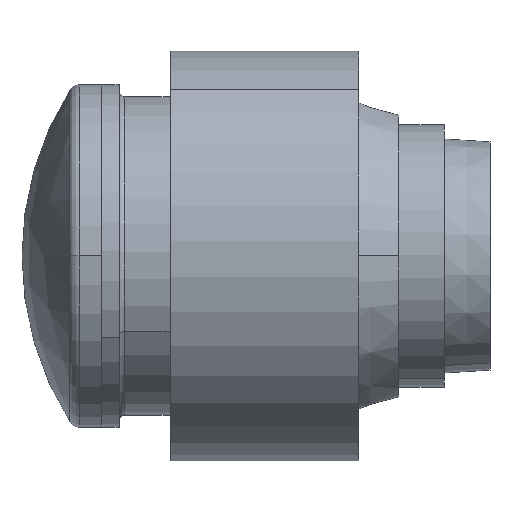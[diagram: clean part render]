
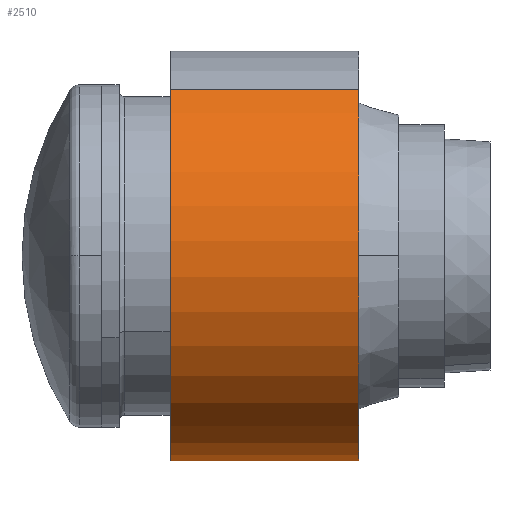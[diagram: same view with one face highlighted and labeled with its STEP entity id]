
A CAD part, top view. The second image highlights one B-rep face of the part: STEP entity #2510.
In plain terms, the highlighted cylindrical face has radius 4.572 mm (diameter 9.144 mm), a partial arc.
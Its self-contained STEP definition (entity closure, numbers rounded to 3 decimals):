
#35 = CARTESIAN_POINT ( 'NONE',  ( -3.175, 0., 0. ) ) ;
#139 = AXIS2_PLACEMENT_3D ( 'NONE', #35, #314, #1744 ) ;
#149 = EDGE_CURVE ( 'NONE', #3075, #441, #1437, .T. ) ;
#314 = DIRECTION ( 'NONE',  ( -1., 0., 0. ) ) ;
#359 = VERTEX_POINT ( 'NONE', #3737 ) ;
#424 = DIRECTION ( 'NONE',  ( -1., 0., 0. ) ) ;
#441 = VERTEX_POINT ( 'NONE', #3192 ) ;
#530 = ORIENTED_EDGE ( 'NONE', *, *, #149, .F. ) ;
#546 = CIRCLE ( 'NONE', #1432, 4.572 ) ;
#661 = VECTOR ( 'NONE', #1300, 1000. ) ;
#752 = EDGE_LOOP ( 'NONE', ( #530, #2922, #3581, #818 ) ) ;
#818 = ORIENTED_EDGE ( 'NONE', *, *, #1167, .F. ) ;
#851 = VECTOR ( 'NONE', #2712, 1000. ) ;
#911 = VERTEX_POINT ( 'NONE', #2972 ) ;
#989 = CIRCLE ( 'NONE', #2526, 4.572 ) ;
#1164 = CYLINDRICAL_SURFACE ( 'NONE', #139, 4.572 ) ;
#1167 = EDGE_CURVE ( 'NONE', #441, #911, #989, .T. ) ;
#1300 = DIRECTION ( 'NONE',  ( -1., 0., 0. ) ) ;
#1324 = EDGE_CURVE ( 'NONE', #3075, #359, #546, .T. ) ;
#1432 = AXIS2_PLACEMENT_3D ( 'NONE', #3401, #1656, #3688 ) ;
#1437 = LINE ( 'NONE', #1550, #661 ) ;
#1550 = CARTESIAN_POINT ( 'NONE',  ( -3.175, 0., -4.572 ) ) ;
#1656 = DIRECTION ( 'NONE',  ( -1., 0., 0. ) ) ;
#1744 = DIRECTION ( 'NONE',  ( 0., 0., 1. ) ) ;
#1800 = LINE ( 'NONE', #2422, #851 ) ;
#2070 = EDGE_CURVE ( 'NONE', #359, #911, #1800, .T. ) ;
#2143 = CARTESIAN_POINT ( 'NONE',  ( -2.095, 0., 0. ) ) ;
#2422 = CARTESIAN_POINT ( 'NONE',  ( -3.175, 0., 4.572 ) ) ;
#2442 = DIRECTION ( 'NONE',  ( 0., 0., 1. ) ) ;
#2510 = ADVANCED_FACE ( 'NONE', ( #2827 ), #1164, .T. ) ;
#2526 = AXIS2_PLACEMENT_3D ( 'NONE', #2143, #424, #2442 ) ;
#2565 = CARTESIAN_POINT ( 'NONE',  ( 2.095, 0., -4.572 ) ) ;
#2712 = DIRECTION ( 'NONE',  ( -1., 0., 0. ) ) ;
#2827 = FACE_OUTER_BOUND ( 'NONE', #752, .T. ) ;
#2922 = ORIENTED_EDGE ( 'NONE', *, *, #1324, .T. ) ;
#2972 = CARTESIAN_POINT ( 'NONE',  ( -2.095, 0., 4.572 ) ) ;
#3075 = VERTEX_POINT ( 'NONE', #2565 ) ;
#3192 = CARTESIAN_POINT ( 'NONE',  ( -2.095, 0., -4.572 ) ) ;
#3401 = CARTESIAN_POINT ( 'NONE',  ( 2.095, 0., 0. ) ) ;
#3581 = ORIENTED_EDGE ( 'NONE', *, *, #2070, .T. ) ;
#3688 = DIRECTION ( 'NONE',  ( 0., 0., 1. ) ) ;
#3737 = CARTESIAN_POINT ( 'NONE',  ( 2.095, 0., 4.572 ) ) ;
